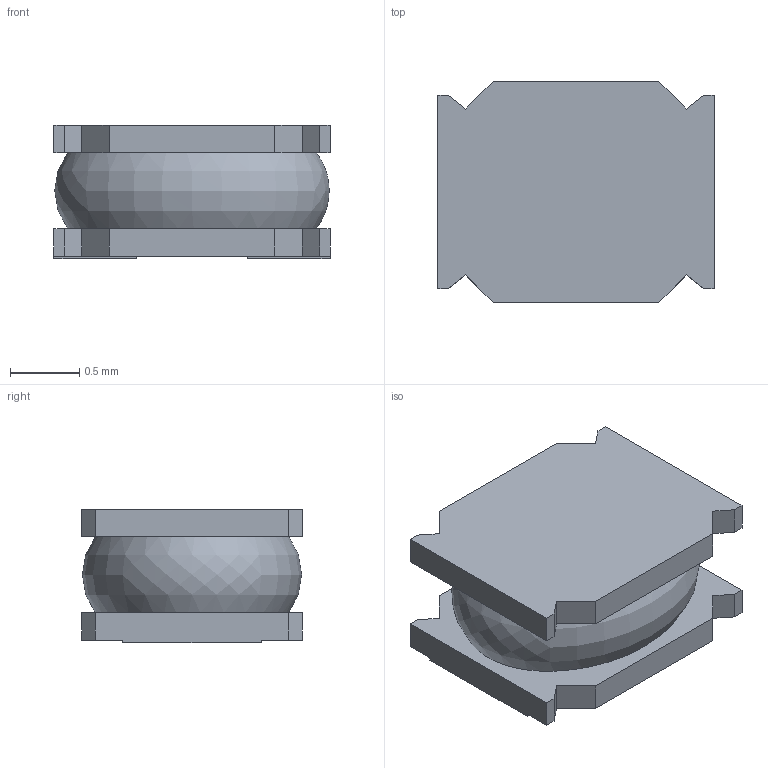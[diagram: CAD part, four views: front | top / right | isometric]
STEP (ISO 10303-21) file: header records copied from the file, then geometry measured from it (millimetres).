
FILE_DESCRIPTION(/* description */ (''),/* implementation_level */ '2;1');
FILE_NAME(/* name */ '0806 shielded power inductor v0.step',/* time_stamp */ '2018-03-17T21:52:39+00:00',/* author */ ('eric.n.tech'),/* organization */ (''),/* preprocessor_version */ 'ST-DEVELOPER v16.13',/* originating_system */ 'Autodesk Translation Framework v6.5.0.72',/* authorisation */ '');
FILE_SCHEMA (('AUTOMOTIVE_DESIGN { 1 0 10303 214 3 1 1 }'));
Length unit declared in the file: millimetre
Products named in the file (1): 0806 shielded power inductor
Bounding box: 2 x 1.6 x 0.97 mm (x, y, z)
Volume: 2.5 mm3; surface area: 22.3 mm2
Topology: 3 solids, 3 shells, 47 faces, 123 edges, 82 vertices
Faces by surface type: plane 46, bspline 1
Entity records: 1532 total; most frequent: CARTESIAN_POINT 317, ORIENTED_EDGE 246, DIRECTION 218, EDGE_CURVE 123, LINE 120, VECTOR 120, VERTEX_POINT 82, AXIS2_PLACEMENT_3D 49
